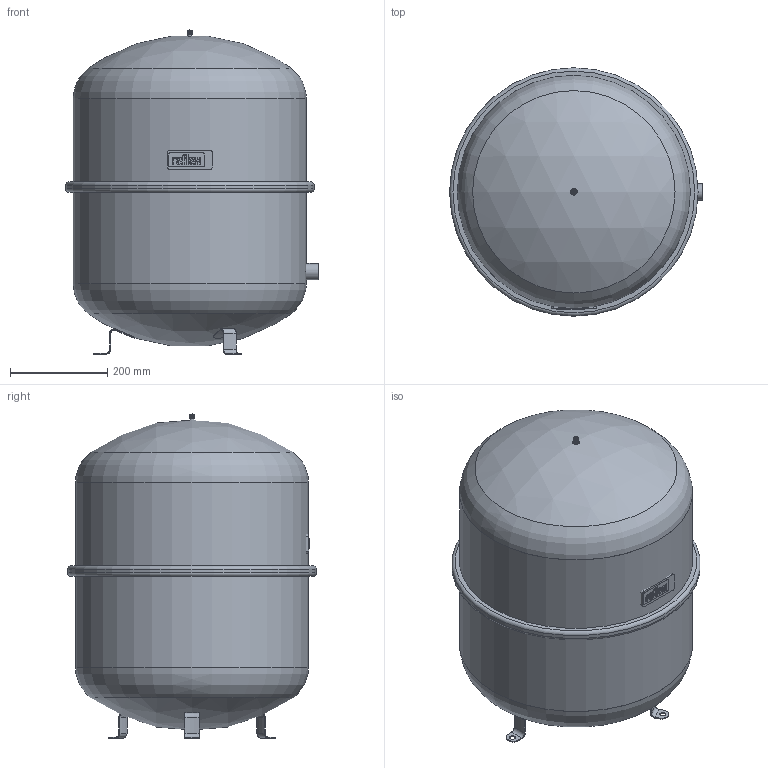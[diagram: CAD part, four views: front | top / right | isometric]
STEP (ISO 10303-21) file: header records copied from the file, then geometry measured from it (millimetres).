
FILE_DESCRIPTION(/* description */ (''),/* implementation_level */ '2;1');
FILE_NAME(/* name */ '3d_ReflexN100_6bar_gray-8216300.stp',/* time_stamp */ '2022-06-13T07:48:42+02:00',/* author */ ('Andrzej'),/* organization */ (''),/* preprocessor_version */ 'ST-DEVELOPER v16.13',/* originating_system */ 'AutoCAD Mechanical',/* authorisation */ '');
FILE_SCHEMA (('AUTOMOTIVE_DESIGN { 1 0 10303 214 3 1 1 }'));
Length unit declared in the file: millimetre
Products named in the file (1): Product
Bounding box: 521 x 512 x 668 mm (x, y, z)
Volume: 100068627.7 mm3; surface area: 1963722.5 mm2
Topology: 18 solids, 18 shells, 321 faces, 814 edges, 539 vertices
Faces by surface type: plane 140, cylinder 122, torus 21, bspline 19, cone 17, sphere 2
Full cylindrical faces by diameter (mm): 2.48 x1, 6 x1, 6.95 x1, 8 x2, 9.8 x1, 11 x1, 12 x3, 14 x1, 25.7 x1, 33.7 x1, 480 x4, 512 x1
Entity records: 10540 total; most frequent: CARTESIAN_POINT 2679, DIRECTION 1696, ORIENTED_EDGE 1556, EDGE_CURVE 778, AXIS2_PLACEMENT_3D 664, VERTEX_POINT 536, EDGE_LOOP 378, LINE 368
